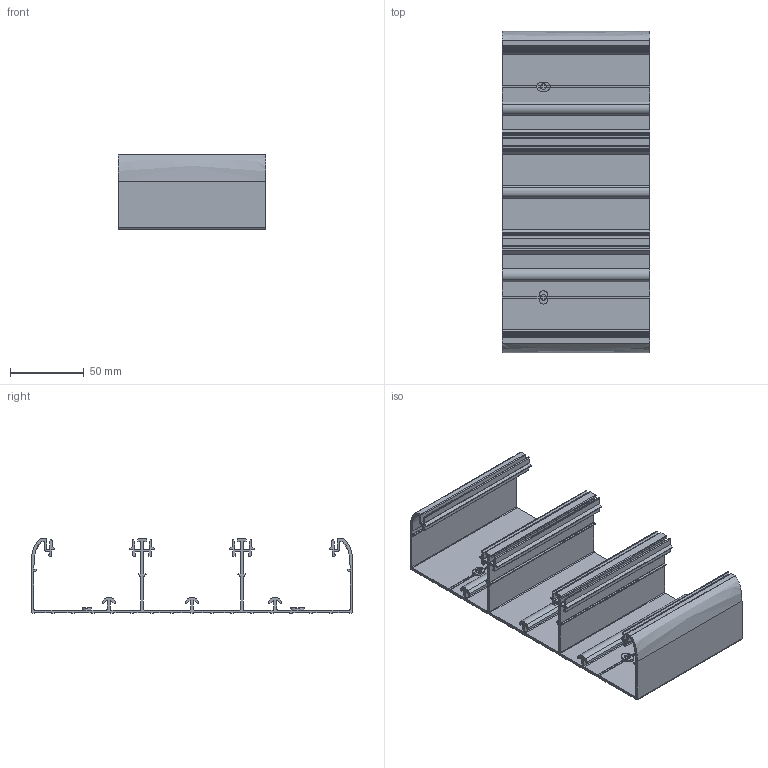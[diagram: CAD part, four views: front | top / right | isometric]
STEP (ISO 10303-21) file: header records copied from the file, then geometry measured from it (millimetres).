
FILE_DESCRIPTION(('CATIA V5 STEP Exchange','CAx-IF Rec.Pracs.--- Model Styling and Organization---1.5--- 2016-08-15','CAx-IF Rec.Pracs.---Supplemental Geometry---1.0---2011-11-01','CAx-IF Rec.Pracs.--- Composite Materials ---1.1---2010-07-15'),'2;1');
FILE_NAME('220x50.stp','2021-12-22T15:46:22+00:00',('none'),('none'),'CATIA Version 5-6 Release 2020 SP3','CATIA V5 STEP AP214 v2','none');
FILE_SCHEMA(('AUTOMOTIVE_DESIGN { 1 0 10303 214 1 1 1 1 }'));
Length unit declared in the file: millimetre
Products named in the file (1): D000766_A
Bounding box: 100 x 217.5 x 50.2 mm (x, y, z)
Volume: 109949.5 mm3; surface area: 120983.2 mm2
Topology: 1 solids, 1 shells, 468 faces, 1393 edges, 929 vertices
Faces by surface type: plane 275, cylinder 189, extrusion 4
Entity records: 15066 total; most frequent: CARTESIAN_POINT 2941, ORIENTED_EDGE 2786, DIRECTION 2090, EDGE_CURVE 1393, VECTOR 983, LINE 979, VERTEX_POINT 929, AXIS2_PLACEMENT_3D 743
